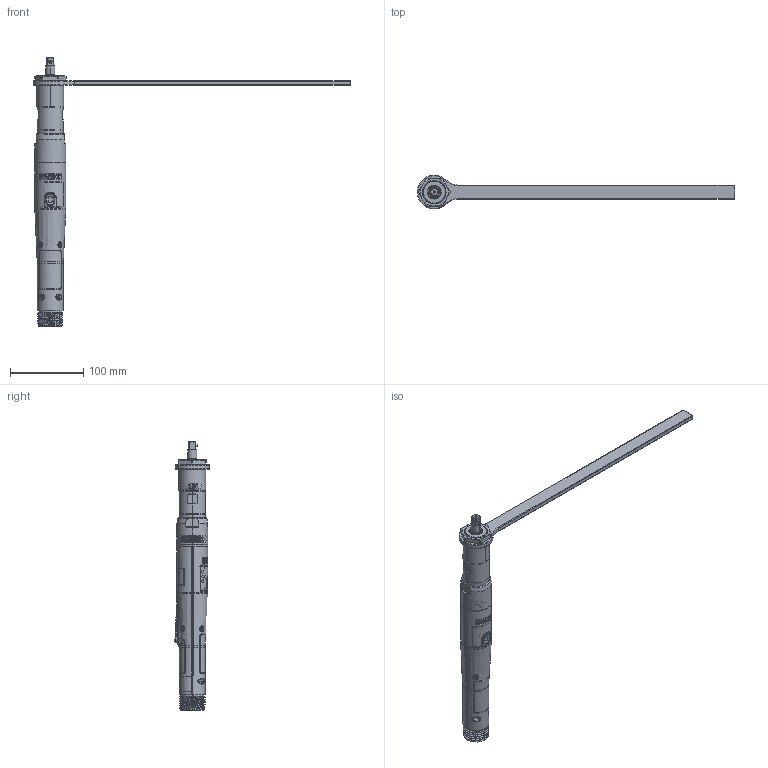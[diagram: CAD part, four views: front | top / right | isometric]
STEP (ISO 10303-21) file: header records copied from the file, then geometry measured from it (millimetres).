
FILE_DESCRIPTION((''),'2;1');
FILE_NAME('EB22LB-16-SW','2019-09-27T09:11:13',('ZLC1117'),(''),'CREO PARAMETRIC BY PTC INC, 2017380','CREO PARAMETRIC BY PTC INC, 2017380','');
FILE_SCHEMA(('CONFIG_CONTROL_DESIGN'));
Products named in the file (1): EB22LB-16-SW
Bounding box: 431.71 x 46.65 x 365.2 mm (x, y, z)
Volume: 220731.4 mm3; surface area: 172848.1 mm2
Topology: 6 solids, 6 shells, 4307 faces, 11639 edges, 7312 vertices
Faces by surface type: plane 1601, cylinder 1271, bspline 798, cone 241, extrusion 140, torus 128, sphere 128
Entity records: 237324 total; most frequent: CARTESIAN_POINT 137154, ORIENTED_EDGE 23270, DIRECTION 17504, EDGE_CURVE 11635, VERTEX_POINT 7312, AXIS2_PLACEMENT_3D 6199, VECTOR 5106, LINE 4966
